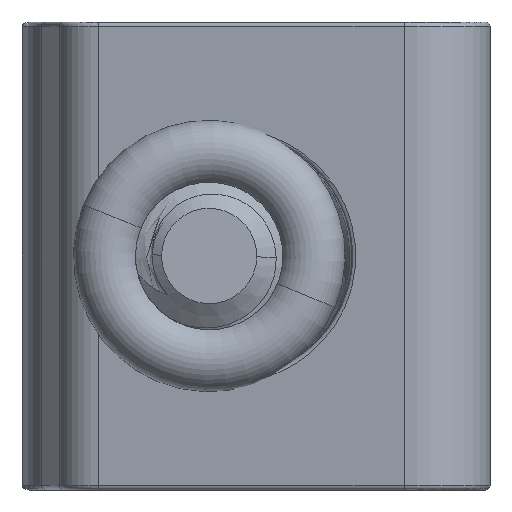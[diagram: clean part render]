
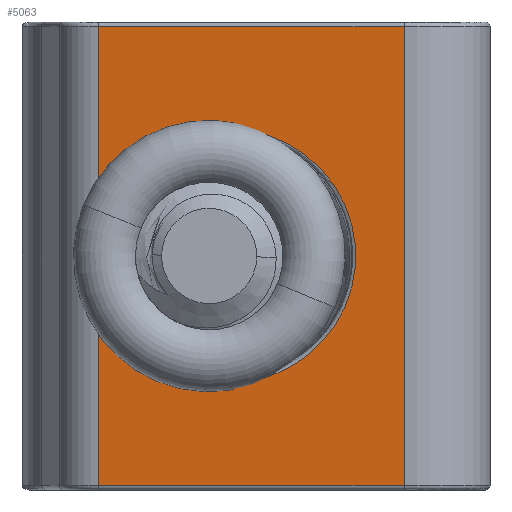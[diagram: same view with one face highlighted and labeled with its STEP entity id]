
A CAD part, front view. The second image highlights one B-rep face of the part: STEP entity #5063.
In plain terms, the highlighted planar face has unit normal (-0.148, -0.989, 0).
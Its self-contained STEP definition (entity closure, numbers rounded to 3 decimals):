
#7 = CARTESIAN_POINT ( 'NONE',  ( 10.368, -7.472, -6.35 ) ) ;
#56 = ORIENTED_EDGE ( 'NONE', *, *, #5045, .T. ) ;
#82 = DIRECTION ( 'NONE',  ( 0., 0., 1. ) ) ;
#411 = CARTESIAN_POINT ( 'NONE',  ( 5.536, -6.75, -3.445 ) ) ;
#554 = VERTEX_POINT ( 'NONE', #9121 ) ;
#635 = CARTESIAN_POINT ( 'NONE',  ( 2.082, -6.234, 6.223 ) ) ;
#677 = CARTESIAN_POINT ( 'NONE',  ( 2.292, -6.265, -0.882 ) ) ;
#709 = CARTESIAN_POINT ( 'NONE',  ( 3.855, -6.499, 2.954 ) ) ;
#766 = CARTESIAN_POINT ( 'NONE',  ( 5.735, -6.78, 3.453 ) ) ;
#770 = DIRECTION ( 'NONE',  ( 0.989, -0.148, 0. ) ) ;
#949 = VECTOR ( 'NONE', #5900, 1000. ) ;
#1395 = CARTESIAN_POINT ( 'NONE',  ( 4.664, -6.62, -3.308 ) ) ;
#1431 = CARTESIAN_POINT ( 'NONE',  ( 2.187, -6.25, -0.225 ) ) ;
#1465 = CARTESIAN_POINT ( 'NONE',  ( 4.454, -6.589, 3.239 ) ) ;
#1513 = CARTESIAN_POINT ( 'NONE',  ( 6.131, -6.839, 3.408 ) ) ;
#1530 = VERTEX_POINT ( 'NONE', #7120 ) ;
#1641 = CARTESIAN_POINT ( 'NONE',  ( 2.082, -6.234, 6.223 ) ) ;
#1729 = CARTESIAN_POINT ( 'NONE',  ( 10.368, -7.472, 6.223 ) ) ;
#1757 = ORIENTED_EDGE ( 'NONE', *, *, #6903, .T. ) ;
#1815 = EDGE_CURVE ( 'NONE', #7055, #6006, #6597, .T. ) ;
#2134 = CARTESIAN_POINT ( 'NONE',  ( 4.051, -6.528, -3.063 ) ) ;
#2157 = EDGE_CURVE ( 'NONE', #6006, #7470, #2676, .T. ) ;
#2164 = CARTESIAN_POINT ( 'NONE',  ( 2.208, -6.253, 0.446 ) ) ;
#2196 = CARTESIAN_POINT ( 'NONE',  ( 5.093, -6.684, 3.407 ) ) ;
#2374 = CARTESIAN_POINT ( 'NONE',  ( 11.268, -7.607, -2.57 ) ) ;
#2631 = VECTOR ( 'NONE', #82, 1000. ) ;
#2676 = LINE ( 'NONE', #1641, #8864 ) ;
#2858 = CARTESIAN_POINT ( 'NONE',  ( 3.491, -6.445, -2.704 ) ) ;
#2887 = CARTESIAN_POINT ( 'NONE',  ( 2.355, -6.275, 1.093 ) ) ;
#2928 = CARTESIAN_POINT ( 'NONE',  ( 5.536, -6.75, 3.445 ) ) ;
#2988 = CARTESIAN_POINT ( 'NONE',  ( 10.368, -7.472, -6.223 ) ) ;
#3048 = CARTESIAN_POINT ( 'NONE',  ( 5.536, -6.75, -3.445 ) ) ;
#3345 = CARTESIAN_POINT ( 'NONE',  ( 5.934, -6.81, -3.44 ) ) ;
#3524 = CARTESIAN_POINT ( 'NONE',  ( 2.082, -6.234, -6.223 ) ) ;
#3529 = VERTEX_POINT ( 'NONE', #3048 ) ;
#3567 = EDGE_LOOP ( 'NONE', ( #4546, #7017, #8628, #9141 ) ) ;
#3611 = CARTESIAN_POINT ( 'NONE',  ( 3.013, -6.373, -2.249 ) ) ;
#3646 = CARTESIAN_POINT ( 'NONE',  ( 2.627, -6.316, 1.704 ) ) ;
#3702 = VERTEX_POINT ( 'NONE', #6180 ) ;
#3715 = B_SPLINE_CURVE_WITH_KNOTS ( 'NONE', 3,
 ( #5170, #766, #5958, #1513 ),
 .UNSPECIFIED., .F., .F.,
 ( 4, 4 ),
 ( 0., 0.001 ),
 .UNSPECIFIED. ) ;
#4023 = ORIENTED_EDGE ( 'NONE', *, *, #5537, .T. ) ;
#4058 = CARTESIAN_POINT ( 'NONE',  ( 6.131, -6.839, -3.408 ) ) ;
#4331 = CARTESIAN_POINT ( 'NONE',  ( 5.536, -6.75, -3.445 ) ) ;
#4362 = CARTESIAN_POINT ( 'NONE',  ( 2.627, -6.315, -1.703 ) ) ;
#4396 = CARTESIAN_POINT ( 'NONE',  ( 3.011, -6.373, 2.247 ) ) ;
#4546 = ORIENTED_EDGE ( 'NONE', *, *, #5285, .T. ) ;
#4628 = B_SPLINE_CURVE_WITH_KNOTS ( 'NONE', 3,
 ( #4331, #8067, #5849, #1395, #6586, #2134, #7341, #2858, #8102, #3611, #8847, #4362, #9607, #5109, #677, #5880, #1431, #6618, #2164, #7377, #2887, #8129, #3646, #8875, #4396, #9638, #5147, #709, #5909, #1465, #6650, #2196, #7406, #2928 ),
 .UNSPECIFIED., .F., .F.,
 ( 4, 2, 2, 2, 2, 2, 2, 2, 2, 2, 2, 2, 2, 2, 2, 2, 4 ),
 ( 0., 0.001, 0.001, 0.002, 0.003, 0.003, 0.004, 0.005, 0.005, 0.006, 0.007, 0.007, 0.008, 0.009, 0.009, 0.01, 0.011 ),
 .UNSPECIFIED. ) ;
#4869 = CARTESIAN_POINT ( 'NONE',  ( 5.735, -6.78, -3.453 ) ) ;
#4893 = LINE ( 'NONE', #9688, #6385 ) ;
#4903 = DIRECTION ( 'NONE',  ( 0.989, -0.148, 0. ) ) ;
#5045 = EDGE_CURVE ( 'NONE', #3702, #3529, #7548, .T. ) ;
#5063 = ADVANCED_FACE ( 'NONE', ( #8047, #7563 ), #8609, .T. ) ;
#5109 = CARTESIAN_POINT ( 'NONE',  ( 2.357, -6.275, -1.098 ) ) ;
#5147 = CARTESIAN_POINT ( 'NONE',  ( 3.492, -6.445, 2.704 ) ) ;
#5170 = CARTESIAN_POINT ( 'NONE',  ( 5.536, -6.75, 3.445 ) ) ;
#5216 =( BOUNDED_CURVE ( )  B_SPLINE_CURVE ( 3, ( #5339, #6091, #2374, #7593 ),
 .UNSPECIFIED., .F., .T. ) 
 B_SPLINE_CURVE_WITH_KNOTS ( ( 4, 4 ),
 ( 1.735, 4.549 ),
 .UNSPECIFIED. ) 
 CURVE ( )  GEOMETRIC_REPRESENTATION_ITEM ( )  RATIONAL_B_SPLINE_CURVE ( ( 1., 0.442, 0.442, 1. ) ) 
 REPRESENTATION_ITEM ( '' )  );
#5285 = EDGE_CURVE ( 'NONE', #7470, #7926, #9095, .T. ) ;
#5339 = CARTESIAN_POINT ( 'NONE',  ( 6.131, -6.839, 3.408 ) ) ;
#5343 = EDGE_CURVE ( 'NONE', #7926, #7055, #4893, .T. ) ;
#5537 = EDGE_CURVE ( 'NONE', #1530, #3702, #5216, .T. ) ;
#5849 = CARTESIAN_POINT ( 'NONE',  ( 5.095, -6.684, -3.407 ) ) ;
#5880 = CARTESIAN_POINT ( 'NONE',  ( 2.208, -6.253, -0.445 ) ) ;
#5900 = DIRECTION ( 'NONE',  ( 0., 0., -1. ) ) ;
#5909 = CARTESIAN_POINT ( 'NONE',  ( 4.051, -6.528, 3.063 ) ) ;
#5958 = CARTESIAN_POINT ( 'NONE',  ( 5.934, -6.81, 3.44 ) ) ;
#6006 = VERTEX_POINT ( 'NONE', #1729 ) ;
#6075 = EDGE_LOOP ( 'NONE', ( #1757, #9523, #4023, #56 ) ) ;
#6082 = DIRECTION ( 'NONE',  ( -0.989, 0.148, 0. ) ) ;
#6091 = CARTESIAN_POINT ( 'NONE',  ( 11.268, -7.607, 2.57 ) ) ;
#6180 = CARTESIAN_POINT ( 'NONE',  ( 6.131, -6.839, -3.408 ) ) ;
#6385 = VECTOR ( 'NONE', #770, 1000. ) ;
#6541 = AXIS2_PLACEMENT_3D ( 'NONE', #7121, #9381, #4903 ) ;
#6586 = CARTESIAN_POINT ( 'NONE',  ( 4.453, -6.588, -3.238 ) ) ;
#6597 = LINE ( 'NONE', #7, #2631 ) ;
#6618 = CARTESIAN_POINT ( 'NONE',  ( 2.187, -6.25, 0.221 ) ) ;
#6639 = CARTESIAN_POINT ( 'NONE',  ( 2.082, -6.234, -6.35 ) ) ;
#6650 = CARTESIAN_POINT ( 'NONE',  ( 4.662, -6.62, 3.308 ) ) ;
#6903 = EDGE_CURVE ( 'NONE', #3529, #554, #4628, .T. ) ;
#7017 = ORIENTED_EDGE ( 'NONE', *, *, #5343, .T. ) ;
#7055 = VERTEX_POINT ( 'NONE', #2988 ) ;
#7120 = CARTESIAN_POINT ( 'NONE',  ( 6.131, -6.839, 3.408 ) ) ;
#7121 = CARTESIAN_POINT ( 'NONE',  ( 1.134, -6.092, -6.35 ) ) ;
#7341 = CARTESIAN_POINT ( 'NONE',  ( 3.858, -6.5, -2.956 ) ) ;
#7377 = CARTESIAN_POINT ( 'NONE',  ( 2.292, -6.265, 0.88 ) ) ;
#7406 = CARTESIAN_POINT ( 'NONE',  ( 5.314, -6.717, 3.436 ) ) ;
#7470 = VERTEX_POINT ( 'NONE', #635 ) ;
#7548 = B_SPLINE_CURVE_WITH_KNOTS ( 'NONE', 3,
 ( #4058, #3345, #4869, #411 ),
 .UNSPECIFIED., .F., .F.,
 ( 4, 4 ),
 ( 0., 0.001 ),
 .UNSPECIFIED. ) ;
#7563 = FACE_OUTER_BOUND ( 'NONE', #3567, .T. ) ;
#7574 = EDGE_CURVE ( 'NONE', #554, #1530, #3715, .T. ) ;
#7593 = CARTESIAN_POINT ( 'NONE',  ( 6.131, -6.839, -3.408 ) ) ;
#7926 = VERTEX_POINT ( 'NONE', #3524 ) ;
#8047 = FACE_BOUND ( 'NONE', #6075, .T. ) ;
#8067 = CARTESIAN_POINT ( 'NONE',  ( 5.314, -6.717, -3.436 ) ) ;
#8102 = CARTESIAN_POINT ( 'NONE',  ( 3.322, -6.419, -2.562 ) ) ;
#8129 = CARTESIAN_POINT ( 'NONE',  ( 2.524, -6.3, 1.508 ) ) ;
#8609 = PLANE ( 'NONE',  #6541 ) ;
#8628 = ORIENTED_EDGE ( 'NONE', *, *, #1815, .T. ) ;
#8847 = CARTESIAN_POINT ( 'NONE',  ( 2.872, -6.352, -2.075 ) ) ;
#8864 = VECTOR ( 'NONE', #6082, 1000. ) ;
#8875 = CARTESIAN_POINT ( 'NONE',  ( 2.87, -6.352, 2.073 ) ) ;
#9095 = LINE ( 'NONE', #6639, #949 ) ;
#9121 = CARTESIAN_POINT ( 'NONE',  ( 5.536, -6.75, 3.445 ) ) ;
#9141 = ORIENTED_EDGE ( 'NONE', *, *, #2157, .T. ) ;
#9381 = DIRECTION ( 'NONE',  ( -0.148, -0.989, 0. ) ) ;
#9523 = ORIENTED_EDGE ( 'NONE', *, *, #7574, .T. ) ;
#9607 = CARTESIAN_POINT ( 'NONE',  ( 2.524, -6.3, -1.508 ) ) ;
#9638 = CARTESIAN_POINT ( 'NONE',  ( 3.323, -6.419, 2.563 ) ) ;
#9688 = CARTESIAN_POINT ( 'NONE',  ( 1.134, -6.092, -6.223 ) ) ;
